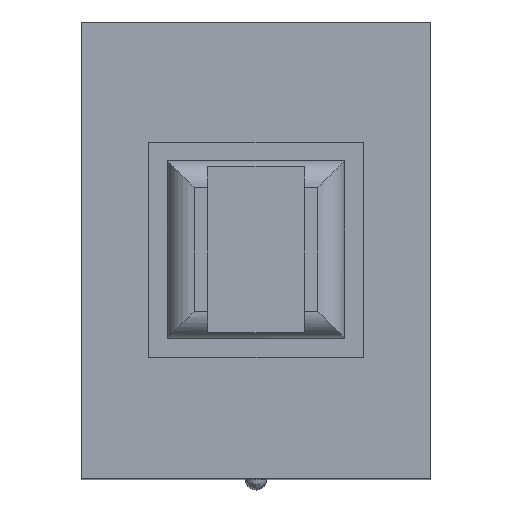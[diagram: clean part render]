
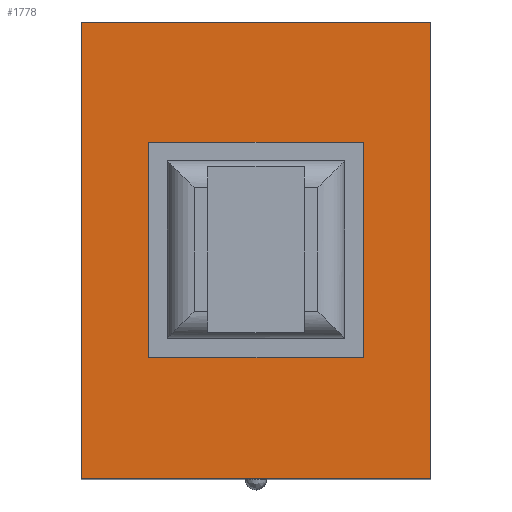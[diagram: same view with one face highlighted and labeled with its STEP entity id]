
A CAD part, top view. The second image highlights one B-rep face of the part: STEP entity #1778.
In plain terms, the highlighted planar face has unit normal (0, 0, 1).
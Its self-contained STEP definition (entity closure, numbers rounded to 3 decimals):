
#18 = VECTOR ( 'NONE', #3514, 1000. ) ;
#35 = DIRECTION ( 'NONE',  ( 0., -1., 0. ) ) ;
#62 = DIRECTION ( 'NONE',  ( 0., 0., 1. ) ) ;
#76 = CARTESIAN_POINT ( 'NONE',  ( -3.25, 4.25, 8.5 ) ) ;
#134 = CARTESIAN_POINT ( 'NONE',  ( -3.25, -4.25, 8.5 ) ) ;
#169 = PLANE ( 'NONE',  #390 ) ;
#256 = EDGE_CURVE ( 'NONE', #608, #1496, #2273, .T. ) ;
#269 = FACE_BOUND ( 'NONE', #1358, .T. ) ;
#304 = EDGE_CURVE ( 'NONE', #659, #3254, #2943, .T. ) ;
#310 = EDGE_CURVE ( 'NONE', #3254, #608, #503, .T. ) ;
#315 = ORIENTED_EDGE ( 'NONE', *, *, #1392, .T. ) ;
#390 = AXIS2_PLACEMENT_3D ( 'NONE', #76, #62, #35 ) ;
#393 = EDGE_CURVE ( 'NONE', #1496, #659, #3160, .T. ) ;
#435 = VECTOR ( 'NONE', #3407, 1000. ) ;
#458 = VERTEX_POINT ( 'NONE', #3024 ) ;
#503 = LINE ( 'NONE', #3367, #435 ) ;
#608 = VERTEX_POINT ( 'NONE', #2768 ) ;
#619 = EDGE_CURVE ( 'NONE', #458, #1244, #983, .T. ) ;
#659 = VERTEX_POINT ( 'NONE', #2531 ) ;
#703 = EDGE_CURVE ( 'NONE', #1020, #458, #2162, .T. ) ;
#756 = EDGE_CURVE ( 'NONE', #1972, #1020, #2459, .T. ) ;
#983 = LINE ( 'NONE', #2746, #3745 ) ;
#1020 = VERTEX_POINT ( 'NONE', #3556 ) ;
#1055 = VECTOR ( 'NONE', #1824, 1000. ) ;
#1244 = VERTEX_POINT ( 'NONE', #3484 ) ;
#1302 = VECTOR ( 'NONE', #3443, 1000. ) ;
#1358 = EDGE_LOOP ( 'NONE', ( #2606, #3357, #315, #3671 ) ) ;
#1374 = CARTESIAN_POINT ( 'NONE',  ( 2., 2., 8.5 ) ) ;
#1392 = EDGE_CURVE ( 'NONE', #1244, #1972, #3309, .T. ) ;
#1496 = VERTEX_POINT ( 'NONE', #2053 ) ;
#1778 = ADVANCED_FACE ( 'NONE', ( #3647, #269 ), #169, .T. ) ;
#1796 = ORIENTED_EDGE ( 'NONE', *, *, #310, .T. ) ;
#1824 = DIRECTION ( 'NONE',  ( -1., 0., 0. ) ) ;
#1972 = VERTEX_POINT ( 'NONE', #1374 ) ;
#2053 = CARTESIAN_POINT ( 'NONE',  ( 3.25, 4.25, 8.5 ) ) ;
#2162 = LINE ( 'NONE', #2425, #2649 ) ;
#2254 = DIRECTION ( 'NONE',  ( 0., -1., 0. ) ) ;
#2273 = LINE ( 'NONE', #3483, #1302 ) ;
#2287 = CARTESIAN_POINT ( 'NONE',  ( 2., 4.25, 8.5 ) ) ;
#2422 = DIRECTION ( 'NONE',  ( -1., 0., 0. ) ) ;
#2425 = CARTESIAN_POINT ( 'NONE',  ( -3.25, -2., 8.5 ) ) ;
#2459 = LINE ( 'NONE', #2287, #3697 ) ;
#2531 = CARTESIAN_POINT ( 'NONE',  ( -3.25, 4.25, 8.5 ) ) ;
#2606 = ORIENTED_EDGE ( 'NONE', *, *, #703, .T. ) ;
#2649 = VECTOR ( 'NONE', #2422, 1000. ) ;
#2654 = DIRECTION ( 'NONE',  ( 1., 0., 0. ) ) ;
#2740 = DIRECTION ( 'NONE',  ( 0., 1., 0. ) ) ;
#2746 = CARTESIAN_POINT ( 'NONE',  ( -2., 4.25, 8.5 ) ) ;
#2768 = CARTESIAN_POINT ( 'NONE',  ( 3.25, -4.25, 8.5 ) ) ;
#2771 = ORIENTED_EDGE ( 'NONE', *, *, #393, .T. ) ;
#2847 = CARTESIAN_POINT ( 'NONE',  ( -3.25, 2., 8.5 ) ) ;
#2933 = EDGE_LOOP ( 'NONE', ( #3652, #1796, #3689, #2771 ) ) ;
#2943 = LINE ( 'NONE', #3282, #18 ) ;
#3024 = CARTESIAN_POINT ( 'NONE',  ( -2., -2., 8.5 ) ) ;
#3160 = LINE ( 'NONE', #3306, #1055 ) ;
#3254 = VERTEX_POINT ( 'NONE', #134 ) ;
#3282 = CARTESIAN_POINT ( 'NONE',  ( -3.25, -4.25, 8.5 ) ) ;
#3306 = CARTESIAN_POINT ( 'NONE',  ( -3.25, 4.25, 8.5 ) ) ;
#3309 = LINE ( 'NONE', #2847, #3329 ) ;
#3329 = VECTOR ( 'NONE', #2654, 1000. ) ;
#3357 = ORIENTED_EDGE ( 'NONE', *, *, #619, .T. ) ;
#3367 = CARTESIAN_POINT ( 'NONE',  ( 3.25, -4.25, 8.5 ) ) ;
#3407 = DIRECTION ( 'NONE',  ( 1., 0., 0. ) ) ;
#3443 = DIRECTION ( 'NONE',  ( 0., 1., 0. ) ) ;
#3483 = CARTESIAN_POINT ( 'NONE',  ( 3.25, 4.25, 8.5 ) ) ;
#3484 = CARTESIAN_POINT ( 'NONE',  ( -2., 2., 8.5 ) ) ;
#3514 = DIRECTION ( 'NONE',  ( 0., -1., 0. ) ) ;
#3556 = CARTESIAN_POINT ( 'NONE',  ( 2., -2., 8.5 ) ) ;
#3647 = FACE_OUTER_BOUND ( 'NONE', #2933, .T. ) ;
#3652 = ORIENTED_EDGE ( 'NONE', *, *, #304, .T. ) ;
#3671 = ORIENTED_EDGE ( 'NONE', *, *, #756, .T. ) ;
#3689 = ORIENTED_EDGE ( 'NONE', *, *, #256, .T. ) ;
#3697 = VECTOR ( 'NONE', #2254, 1000. ) ;
#3745 = VECTOR ( 'NONE', #2740, 1000. ) ;
